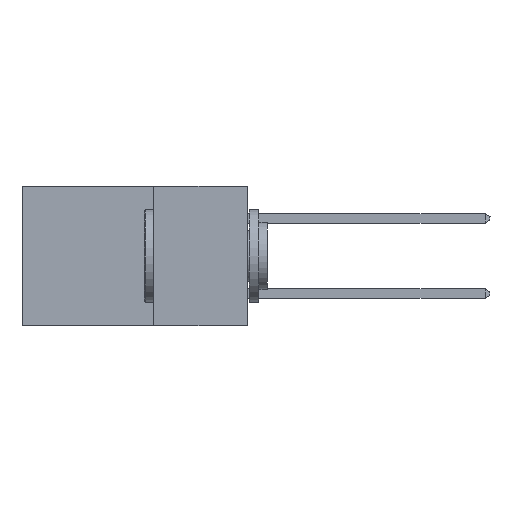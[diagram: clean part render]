
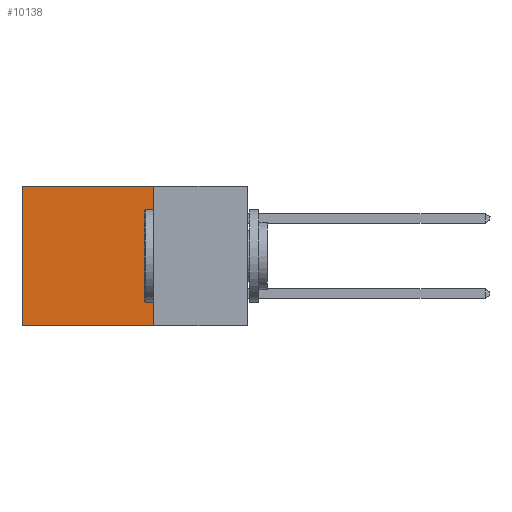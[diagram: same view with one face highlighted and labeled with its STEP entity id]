
A CAD part, left-side view. The second image highlights one B-rep face of the part: STEP entity #10138.
In plain terms, the highlighted planar face has unit normal (-1, 0, 0).
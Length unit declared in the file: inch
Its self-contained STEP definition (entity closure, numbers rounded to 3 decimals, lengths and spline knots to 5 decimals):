
#750 = LINE ( 'NONE', #25149, #11091 ) ;
#2810 = CARTESIAN_POINT ( 'NONE',  ( 0.2615, 0.25, -0.37 ) ) ;
#3907 = VECTOR ( 'NONE', #15273, 39.37008 ) ;
#4541 = DIRECTION ( 'NONE',  ( 0., 0., -1. ) ) ;
#5505 = EDGE_CURVE ( 'NONE', #17825, #14359, #21223, .T. ) ;
#5839 = CARTESIAN_POINT ( 'NONE',  ( 0.2615, 0.25, -0.37 ) ) ;
#5861 = EDGE_LOOP ( 'NONE', ( #18035, #16290, #8871, #22866 ) ) ;
#6384 = CARTESIAN_POINT ( 'NONE',  ( 0.2615, 0.25, 0. ) ) ;
#7184 = AXIS2_PLACEMENT_3D ( 'NONE', #5839, #13910, #9938 ) ;
#7863 = LINE ( 'NONE', #22368, #10675 ) ;
#8606 = DIRECTION ( 'NONE',  ( 0., 0., -1. ) ) ;
#8871 = ORIENTED_EDGE ( 'NONE', *, *, #9364, .F. ) ;
#9364 = EDGE_CURVE ( 'NONE', #17825, #20209, #12637, .T. ) ;
#9871 = VERTEX_POINT ( 'NONE', #16427 ) ;
#9938 = DIRECTION ( 'NONE',  ( 0., 0., -1. ) ) ;
#10138 = ADVANCED_FACE ( 'NONE', ( #16023 ), #25831, .F. ) ;
#10675 = VECTOR ( 'NONE', #8606, 39.37008 ) ;
#11091 = VECTOR ( 'NONE', #19187, 39.37008 ) ;
#12637 = LINE ( 'NONE', #2810, #14731 ) ;
#13541 = CARTESIAN_POINT ( 'NONE',  ( 0.2615, 0.6, 0. ) ) ;
#13910 = DIRECTION ( 'NONE',  ( 1., 0., 0. ) ) ;
#14359 = VERTEX_POINT ( 'NONE', #13541 ) ;
#14731 = VECTOR ( 'NONE', #4541, 39.37008 ) ;
#15273 = DIRECTION ( 'NONE',  ( 0., 1., 0. ) ) ;
#16023 = FACE_OUTER_BOUND ( 'NONE', #5861, .T. ) ;
#16290 = ORIENTED_EDGE ( 'NONE', *, *, #19774, .F. ) ;
#16427 = CARTESIAN_POINT ( 'NONE',  ( 0.2615, 0.6, -0.37 ) ) ;
#17825 = VERTEX_POINT ( 'NONE', #6384 ) ;
#18035 = ORIENTED_EDGE ( 'NONE', *, *, #19552, .T. ) ;
#18892 = CARTESIAN_POINT ( 'NONE',  ( 0.2615, 0.25, -0.37 ) ) ;
#19187 = DIRECTION ( 'NONE',  ( 0., 1., 0. ) ) ;
#19552 = EDGE_CURVE ( 'NONE', #14359, #9871, #7863, .T. ) ;
#19774 = EDGE_CURVE ( 'NONE', #20209, #9871, #750, .T. ) ;
#20209 = VERTEX_POINT ( 'NONE', #18892 ) ;
#21223 = LINE ( 'NONE', #21357, #3907 ) ;
#21357 = CARTESIAN_POINT ( 'NONE',  ( 0.2615, 0.25, 0. ) ) ;
#22368 = CARTESIAN_POINT ( 'NONE',  ( 0.2615, 0.6, -0.37 ) ) ;
#22866 = ORIENTED_EDGE ( 'NONE', *, *, #5505, .T. ) ;
#25149 = CARTESIAN_POINT ( 'NONE',  ( 0.2615, 0.25, -0.37 ) ) ;
#25831 = PLANE ( 'NONE',  #7184 ) ;
